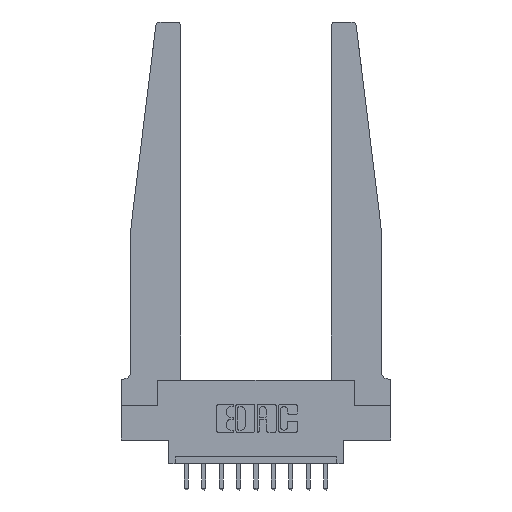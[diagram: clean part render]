
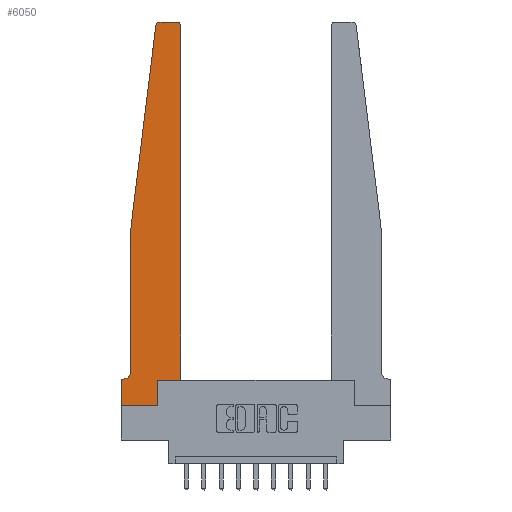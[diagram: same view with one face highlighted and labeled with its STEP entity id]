
A CAD part, top view. The second image highlights one B-rep face of the part: STEP entity #6050.
In plain terms, the highlighted planar face has unit normal (0, 0, 1).
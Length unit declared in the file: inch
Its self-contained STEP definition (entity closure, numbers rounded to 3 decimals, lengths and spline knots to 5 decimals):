
#87 = VECTOR ( 'NONE', #11385, 39.37008 ) ;
#419 = CARTESIAN_POINT ( 'NONE',  ( 0.015, 0.2375, 0.37 ) ) ;
#449 = CARTESIAN_POINT ( 'NONE',  ( 0., 0., 0.37 ) ) ;
#487 = AXIS2_PLACEMENT_3D ( 'NONE', #419, #5154, #8779 ) ;
#1138 = EDGE_CURVE ( 'NONE', #13513, #7889, #6262, .T. ) ;
#1259 = CARTESIAN_POINT ( 'NONE',  ( 0.425, 0.18, 0.37 ) ) ;
#1353 = EDGE_CURVE ( 'NONE', #11533, #2274, #3880, .T. ) ;
#1442 = AXIS2_PLACEMENT_3D ( 'NONE', #14131, #1984, #5645 ) ;
#1477 = ORIENTED_EDGE ( 'NONE', *, *, #13334, .T. ) ;
#1752 = ORIENTED_EDGE ( 'NONE', *, *, #2933, .T. ) ;
#1844 = DIRECTION ( 'NONE',  ( 1., 0., 0. ) ) ;
#1984 = DIRECTION ( 'NONE',  ( 0., 0., 1. ) ) ;
#2005 = CARTESIAN_POINT ( 'NONE',  ( 0.395, 2.75, 0.37 ) ) ;
#2037 = DIRECTION ( 'NONE',  ( 1., 0., 0. ) ) ;
#2061 = CARTESIAN_POINT ( 'NONE',  ( 0.27653, 2.75, 0.37 ) ) ;
#2181 = CIRCLE ( 'NONE', #1442, 0.03 ) ;
#2226 = ORIENTED_EDGE ( 'NONE', *, *, #12203, .T. ) ;
#2274 = VERTEX_POINT ( 'NONE', #11087 ) ;
#2432 = ORIENTED_EDGE ( 'NONE', *, *, #11058, .T. ) ;
#2547 = DIRECTION ( 'NONE',  ( 0., 0., 1. ) ) ;
#2892 = AXIS2_PLACEMENT_3D ( 'NONE', #12782, #15195, #2037 ) ;
#2929 = CARTESIAN_POINT ( 'NONE',  ( 0.25, 2.75, 0.37 ) ) ;
#2933 = EDGE_CURVE ( 'NONE', #14599, #10800, #10120, .T. ) ;
#3151 = LINE ( 'NONE', #2929, #5240 ) ;
#3565 = VERTEX_POINT ( 'NONE', #3985 ) ;
#3628 = VECTOR ( 'NONE', #7287, 39.37008 ) ;
#3880 = CIRCLE ( 'NONE', #2892, 0.03 ) ;
#3893 = EDGE_CURVE ( 'NONE', #7889, #14129, #9379, .T. ) ;
#3929 = CIRCLE ( 'NONE', #487, 0.05 ) ;
#3985 = CARTESIAN_POINT ( 'NONE',  ( 0.2605, 0.18, 0.37 ) ) ;
#4017 = EDGE_LOOP ( 'NONE', ( #2432, #11748, #1477, #1752, #9519, #12630, #8002, #7802, #4088, #2226, #12795, #4388 ) ) ;
#4088 = ORIENTED_EDGE ( 'NONE', *, *, #8323, .T. ) ;
#4131 = CARTESIAN_POINT ( 'NONE',  ( 0.065, 1.25, 0.37 ) ) ;
#4388 = ORIENTED_EDGE ( 'NONE', *, *, #7566, .T. ) ;
#4623 = DIRECTION ( 'NONE',  ( 1., 0., 0. ) ) ;
#4656 = VECTOR ( 'NONE', #14261, 39.37008 ) ;
#4753 = VECTOR ( 'NONE', #5601, 39.37008 ) ;
#4955 = VECTOR ( 'NONE', #7157, 39.37008 ) ;
#5154 = DIRECTION ( 'NONE',  ( 0., 0., -1. ) ) ;
#5240 = VECTOR ( 'NONE', #6540, 39.37008 ) ;
#5247 = CARTESIAN_POINT ( 'NONE',  ( 0.065, 1.25, 0.37 ) ) ;
#5322 = CARTESIAN_POINT ( 'NONE',  ( 0.065, 1.25, 0.37 ) ) ;
#5601 = DIRECTION ( 'NONE',  ( 1., 0., 0. ) ) ;
#5645 = DIRECTION ( 'NONE',  ( 1., 0., 0. ) ) ;
#5892 = FACE_OUTER_BOUND ( 'NONE', #4017, .T. ) ;
#6050 = ADVANCED_FACE ( 'NONE', ( #5892 ), #10683, .T. ) ;
#6262 = LINE ( 'NONE', #14587, #3628 ) ;
#6310 = CARTESIAN_POINT ( 'NONE',  ( 0.065, 0.2375, 0.37 ) ) ;
#6540 = DIRECTION ( 'NONE',  ( -1., 0., 0. ) ) ;
#6729 = CARTESIAN_POINT ( 'NONE',  ( 0.015, 0.1875, 0.37 ) ) ;
#7157 = DIRECTION ( 'NONE',  ( 0., 1., 0. ) ) ;
#7287 = DIRECTION ( 'NONE',  ( -1., 0., 0. ) ) ;
#7566 = EDGE_CURVE ( 'NONE', #14199, #14241, #2181, .T. ) ;
#7802 = ORIENTED_EDGE ( 'NONE', *, *, #8636, .T. ) ;
#7889 = VERTEX_POINT ( 'NONE', #14752 ) ;
#8002 = ORIENTED_EDGE ( 'NONE', *, *, #3893, .T. ) ;
#8323 = EDGE_CURVE ( 'NONE', #10122, #3565, #11645, .T. ) ;
#8636 = EDGE_CURVE ( 'NONE', #14129, #10122, #13691, .T. ) ;
#8779 = DIRECTION ( 'NONE',  ( -1., 0., 0. ) ) ;
#8952 = VECTOR ( 'NONE', #9349, 39.37008 ) ;
#8966 = EDGE_CURVE ( 'NONE', #10800, #13513, #3929, .T. ) ;
#9349 = DIRECTION ( 'NONE',  ( 0., 1., 0. ) ) ;
#9379 = LINE ( 'NONE', #10812, #4656 ) ;
#9503 = EDGE_CURVE ( 'NONE', #11955, #14199, #11102, .T. ) ;
#9519 = ORIENTED_EDGE ( 'NONE', *, *, #8966, .T. ) ;
#10081 = CARTESIAN_POINT ( 'NONE',  ( 0.425, 2.72, 0.37 ) ) ;
#10120 = LINE ( 'NONE', #5322, #87 ) ;
#10122 = VERTEX_POINT ( 'NONE', #13679 ) ;
#10683 = PLANE ( 'NONE',  #14002 ) ;
#10800 = VERTEX_POINT ( 'NONE', #6310 ) ;
#10812 = CARTESIAN_POINT ( 'NONE',  ( 0., 0., 0.37 ) ) ;
#11058 = EDGE_CURVE ( 'NONE', #14241, #11533, #3151, .T. ) ;
#11087 = CARTESIAN_POINT ( 'NONE',  ( 0.24675, 2.72367, 0.37 ) ) ;
#11102 = LINE ( 'NONE', #13465, #4955 ) ;
#11228 = VECTOR ( 'NONE', #1844, 39.37008 ) ;
#11264 = CARTESIAN_POINT ( 'NONE',  ( 0., 0., 0.37 ) ) ;
#11385 = DIRECTION ( 'NONE',  ( 0., -1., 0. ) ) ;
#11533 = VERTEX_POINT ( 'NONE', #2061 ) ;
#11645 = LINE ( 'NONE', #14220, #8952 ) ;
#11748 = ORIENTED_EDGE ( 'NONE', *, *, #1353, .T. ) ;
#11955 = VERTEX_POINT ( 'NONE', #1259 ) ;
#12203 = EDGE_CURVE ( 'NONE', #3565, #11955, #15030, .T. ) ;
#12256 = LINE ( 'NONE', #4131, #12309 ) ;
#12309 = VECTOR ( 'NONE', #13667, 39.37008 ) ;
#12630 = ORIENTED_EDGE ( 'NONE', *, *, #1138, .T. ) ;
#12782 = CARTESIAN_POINT ( 'NONE',  ( 0.27653, 2.72, 0.37 ) ) ;
#12795 = ORIENTED_EDGE ( 'NONE', *, *, #9503, .T. ) ;
#12970 = CARTESIAN_POINT ( 'NONE',  ( 0., 0.1875, 0.37 ) ) ;
#13334 = EDGE_CURVE ( 'NONE', #2274, #14599, #12256, .T. ) ;
#13465 = CARTESIAN_POINT ( 'NONE',  ( 0.425, 0.18, 0.37 ) ) ;
#13513 = VERTEX_POINT ( 'NONE', #6729 ) ;
#13667 = DIRECTION ( 'NONE',  ( -0.122, -0.992, 0. ) ) ;
#13679 = CARTESIAN_POINT ( 'NONE',  ( 0.2605, 0., 0.37 ) ) ;
#13691 = LINE ( 'NONE', #449, #11228 ) ;
#14002 = AXIS2_PLACEMENT_3D ( 'NONE', #12970, #2547, #4623 ) ;
#14129 = VERTEX_POINT ( 'NONE', #11264 ) ;
#14131 = CARTESIAN_POINT ( 'NONE',  ( 0.395, 2.72, 0.37 ) ) ;
#14199 = VERTEX_POINT ( 'NONE', #10081 ) ;
#14220 = CARTESIAN_POINT ( 'NONE',  ( 0.2605, 0.18, 0.37 ) ) ;
#14241 = VERTEX_POINT ( 'NONE', #2005 ) ;
#14261 = DIRECTION ( 'NONE',  ( 0., -1., 0. ) ) ;
#14587 = CARTESIAN_POINT ( 'NONE',  ( 0.065, 0.1875, 0.37 ) ) ;
#14599 = VERTEX_POINT ( 'NONE', #5247 ) ;
#14752 = CARTESIAN_POINT ( 'NONE',  ( 0., 0.1875, 0.37 ) ) ;
#15030 = LINE ( 'NONE', #15178, #4753 ) ;
#15178 = CARTESIAN_POINT ( 'NONE',  ( 0.425, 0.18, 0.37 ) ) ;
#15195 = DIRECTION ( 'NONE',  ( 0., 0., 1. ) ) ;
